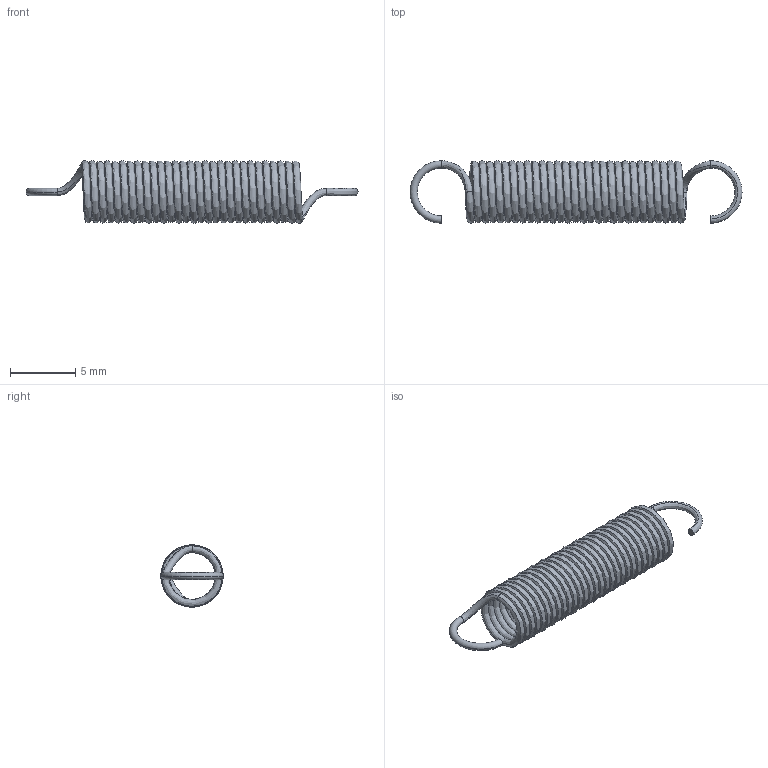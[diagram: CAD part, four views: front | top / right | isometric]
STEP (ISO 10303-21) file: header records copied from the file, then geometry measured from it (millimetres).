
FILE_DESCRIPTION (( 'STEP AP214' ), '1' );
FILE_NAME ('tension_spring.STEP', '2020-05-23T05:03:13', ( '' ), ( '' ), 'SwSTEP 2.0', 'SolidWorks 2019', '' );
FILE_SCHEMA (( 'AUTOMOTIVE_DESIGN' ));
Length unit declared in the file: inch
Products named in the file (1): tension_spring
Bounding box: 25.39 x 4.78 x 4.77 mm (x, y, z)
Volume: 97.9 mm3; surface area: 701.1 mm2
Topology: 1 solids, 1 shells, 12 faces, 22 edges, 12 vertices
Faces by surface type: bspline 8, torus 2, plane 2
Entity records: 7084 total; most frequent: CARTESIAN_POINT 6843, ORIENTED_EDGE 44, DIRECTION 38, EDGE_CURVE 22, AXIS2_PLACEMENT_3D 19, CIRCLE 14, FACE_OUTER_BOUND 12, ADVANCED_FACE 12
